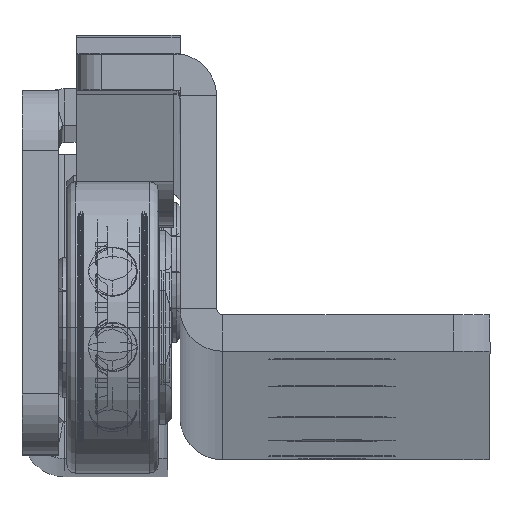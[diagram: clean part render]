
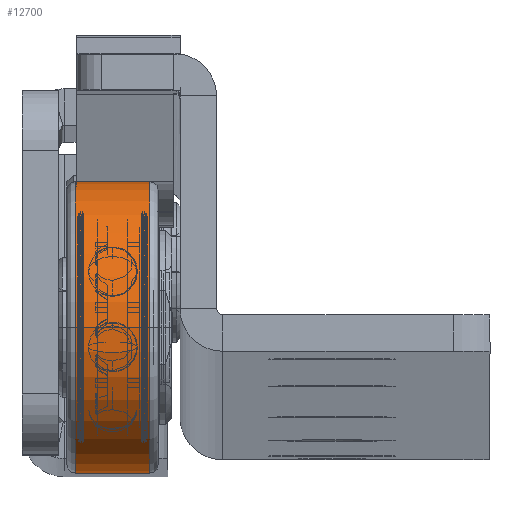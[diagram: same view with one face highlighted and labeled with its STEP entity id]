
A CAD part, top view. The second image highlights one B-rep face of the part: STEP entity #12700.
In plain terms, the highlighted cylindrical face has radius 12 mm (diameter 24 mm), a partial arc.
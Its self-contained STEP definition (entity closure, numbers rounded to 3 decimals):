
#208 = VECTOR ( 'NONE', #11550, 1000. ) ;
#860 = DIRECTION ( 'NONE',  ( -1., 0., 0. ) ) ;
#908 = DIRECTION ( 'NONE',  ( -1., 0., 0. ) ) ;
#1108 = CIRCLE ( 'NONE', #1585, 12. ) ;
#1585 = AXIS2_PLACEMENT_3D ( 'NONE', #9993, #3956, #14806 ) ;
#1710 = EDGE_CURVE ( 'NONE', #3928, #2364, #5951, .T. ) ;
#2172 = DIRECTION ( 'NONE',  ( 0., -1., 0. ) ) ;
#2348 = EDGE_CURVE ( 'NONE', #2364, #12009, #6752, .T. ) ;
#2364 = VERTEX_POINT ( 'NONE', #13991 ) ;
#2529 = CYLINDRICAL_SURFACE ( 'NONE', #12604, 12. ) ;
#3928 = VERTEX_POINT ( 'NONE', #9762 ) ;
#3956 = DIRECTION ( 'NONE',  ( 1., 0., 0. ) ) ;
#5056 = CARTESIAN_POINT ( 'NONE',  ( -3.75, 0., 0. ) ) ;
#5072 = ORIENTED_EDGE ( 'NONE', *, *, #13997, .T. ) ;
#5951 = CIRCLE ( 'NONE', #10479, 12. ) ;
#6009 = FACE_OUTER_BOUND ( 'NONE', #10088, .T. ) ;
#6161 = DIRECTION ( 'NONE',  ( 0., -1., 0. ) ) ;
#6343 = ORIENTED_EDGE ( 'NONE', *, *, #13025, .F. ) ;
#6752 = LINE ( 'NONE', #6907, #208 ) ;
#6868 = CARTESIAN_POINT ( 'NONE',  ( -3.75, 12., 0. ) ) ;
#6907 = CARTESIAN_POINT ( 'NONE',  ( -3.75, -12., 0. ) ) ;
#7440 = CARTESIAN_POINT ( 'NONE',  ( -3.05, 12., 0. ) ) ;
#8028 = LINE ( 'NONE', #6868, #14368 ) ;
#9762 = CARTESIAN_POINT ( 'NONE',  ( 3.05, 12., 0. ) ) ;
#9993 = CARTESIAN_POINT ( 'NONE',  ( -3.05, 0., 0. ) ) ;
#10088 = EDGE_LOOP ( 'NONE', ( #6343, #12527, #13201, #5072 ) ) ;
#10479 = AXIS2_PLACEMENT_3D ( 'NONE', #15320, #860, #2172 ) ;
#10604 = VERTEX_POINT ( 'NONE', #7440 ) ;
#11550 = DIRECTION ( 'NONE',  ( -1., 0., 0. ) ) ;
#11954 = CARTESIAN_POINT ( 'NONE',  ( -3.05, -12., 0. ) ) ;
#12009 = VERTEX_POINT ( 'NONE', #11954 ) ;
#12527 = ORIENTED_EDGE ( 'NONE', *, *, #1710, .T. ) ;
#12604 = AXIS2_PLACEMENT_3D ( 'NONE', #5056, #14654, #6161 ) ;
#12700 = ADVANCED_FACE ( 'NONE', ( #6009 ), #2529, .T. ) ;
#13025 = EDGE_CURVE ( 'NONE', #3928, #10604, #8028, .T. ) ;
#13201 = ORIENTED_EDGE ( 'NONE', *, *, #2348, .T. ) ;
#13991 = CARTESIAN_POINT ( 'NONE',  ( 3.05, -12., 0. ) ) ;
#13997 = EDGE_CURVE ( 'NONE', #12009, #10604, #1108, .T. ) ;
#14368 = VECTOR ( 'NONE', #908, 1000. ) ;
#14654 = DIRECTION ( 'NONE',  ( -1., 0., 0. ) ) ;
#14806 = DIRECTION ( 'NONE',  ( 0., 1., 0. ) ) ;
#15320 = CARTESIAN_POINT ( 'NONE',  ( 3.05, 0., 0. ) ) ;
